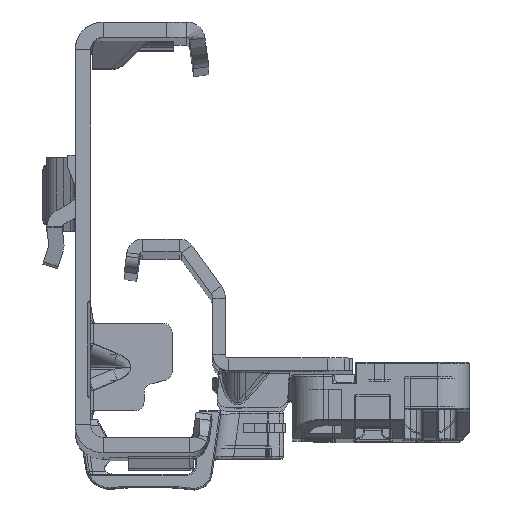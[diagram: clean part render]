
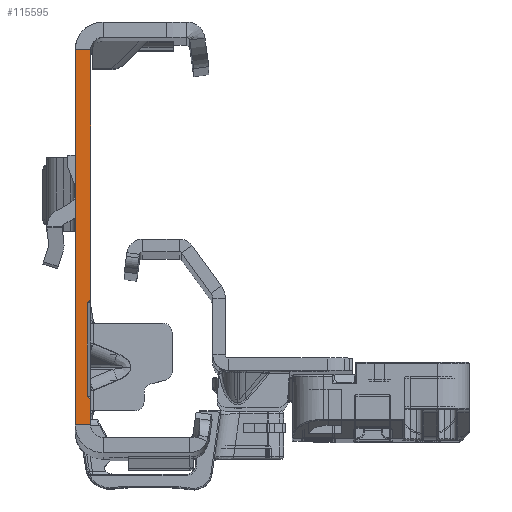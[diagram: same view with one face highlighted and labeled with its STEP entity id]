
A CAD part, top view. The second image highlights one B-rep face of the part: STEP entity #115595.
In plain terms, the highlighted planar face has unit normal (0, 0, 1).
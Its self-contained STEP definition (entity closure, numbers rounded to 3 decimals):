
#2445 = CARTESIAN_POINT ( 'NONE',  ( -2.45, -32., 0. ) ) ;
#3639 = VERTEX_POINT ( 'NONE', #117325 ) ;
#7508 = VECTOR ( 'NONE', #35775, 1000. ) ;
#9770 = CARTESIAN_POINT ( 'NONE',  ( -0.536, -10.45, 0. ) ) ;
#10739 = CARTESIAN_POINT ( 'NONE',  ( -0.536, -9.85, 0. ) ) ;
#12440 = EDGE_CURVE ( 'NONE', #94426, #113315, #109812, .T. ) ;
#16746 = VERTEX_POINT ( 'NONE', #127516 ) ;
#19157 = PLANE ( 'NONE',  #109432 ) ;
#19802 = CARTESIAN_POINT ( 'NONE',  ( -2.45, -32., 0. ) ) ;
#19832 = DIRECTION ( 'NONE',  ( 0., -1., 0. ) ) ;
#20718 = CARTESIAN_POINT ( 'NONE',  ( 0., 30., 0. ) ) ;
#21942 = LINE ( 'NONE', #2445, #40358 ) ;
#22681 = EDGE_CURVE ( 'NONE', #44869, #105653, #125714, .T. ) ;
#25378 = LINE ( 'NONE', #65083, #7508 ) ;
#26382 = ORIENTED_EDGE ( 'NONE', *, *, #70276, .T. ) ;
#27330 = DIRECTION ( 'NONE',  ( -0.719, 0.695, 0. ) ) ;
#27693 = ORIENTED_EDGE ( 'NONE', *, *, #70700, .F. ) ;
#28274 = CARTESIAN_POINT ( 'NONE',  ( -0.259, -10.182, 0. ) ) ;
#32197 = DIRECTION ( 'NONE',  ( 0., -1., 0. ) ) ;
#33202 = EDGE_CURVE ( 'NONE', #113315, #104991, #21942, .T. ) ;
#35775 = DIRECTION ( 'NONE',  ( -1., 0., 0. ) ) ;
#38662 = DIRECTION ( 'NONE',  ( 0.719, 0.695, 0. ) ) ;
#39406 = ORIENTED_EDGE ( 'NONE', *, *, #12440, .T. ) ;
#40358 = VECTOR ( 'NONE', #74626, 1000. ) ;
#42629 = EDGE_LOOP ( 'NONE', ( #27693, #70046, #96494, #39406, #76567, #78795, #111187, #26382 ) ) ;
#44869 = VERTEX_POINT ( 'NONE', #118925 ) ;
#46834 = VECTOR ( 'NONE', #32197, 1000. ) ;
#49337 = VERTEX_POINT ( 'NONE', #9770 ) ;
#49741 = VECTOR ( 'NONE', #19832, 1000. ) ;
#50252 = CARTESIAN_POINT ( 'NONE',  ( -2.45, 30., 0. ) ) ;
#54033 = EDGE_CURVE ( 'NONE', #94426, #3639, #109638, .T. ) ;
#58841 = DIRECTION ( 'NONE',  ( 1., 0., 0. ) ) ;
#65083 = CARTESIAN_POINT ( 'NONE',  ( 0., -30., 0. ) ) ;
#66683 = LINE ( 'NONE', #28274, #120472 ) ;
#68623 = FACE_OUTER_BOUND ( 'NONE', #42629, .T. ) ;
#70046 = ORIENTED_EDGE ( 'NONE', *, *, #124438, .T. ) ;
#70276 = EDGE_CURVE ( 'NONE', #44869, #16746, #76817, .T. ) ;
#70557 = DIRECTION ( 'NONE',  ( 0., 0., 1. ) ) ;
#70700 = EDGE_CURVE ( 'NONE', #49337, #16746, #119309, .T. ) ;
#71948 = CARTESIAN_POINT ( 'NONE',  ( 0., -32., 0. ) ) ;
#74570 = VECTOR ( 'NONE', #27330, 1000. ) ;
#74626 = DIRECTION ( 'NONE',  ( 0., -1., 0. ) ) ;
#76567 = ORIENTED_EDGE ( 'NONE', *, *, #33202, .T. ) ;
#76817 = LINE ( 'NONE', #116418, #74570 ) ;
#78795 = ORIENTED_EDGE ( 'NONE', *, *, #107466, .F. ) ;
#80026 = CARTESIAN_POINT ( 'NONE',  ( 0., -30., 0. ) ) ;
#80598 = DIRECTION ( 'NONE',  ( -1., 0., 0. ) ) ;
#94426 = VERTEX_POINT ( 'NONE', #107597 ) ;
#96494 = ORIENTED_EDGE ( 'NONE', *, *, #54033, .F. ) ;
#101721 = CARTESIAN_POINT ( 'NONE',  ( -2.45, -30., 0. ) ) ;
#104991 = VERTEX_POINT ( 'NONE', #101721 ) ;
#105653 = VERTEX_POINT ( 'NONE', #80026 ) ;
#107466 = EDGE_CURVE ( 'NONE', #105653, #104991, #25378, .T. ) ;
#107597 = CARTESIAN_POINT ( 'NONE',  ( 0., 30., 0. ) ) ;
#109432 = AXIS2_PLACEMENT_3D ( 'NONE', #19802, #70557, #58841 ) ;
#109592 = VECTOR ( 'NONE', #80598, 1000. ) ;
#109638 = LINE ( 'NONE', #71948, #46834 ) ;
#109812 = LINE ( 'NONE', #20718, #109592 ) ;
#111187 = ORIENTED_EDGE ( 'NONE', *, *, #22681, .F. ) ;
#113315 = VERTEX_POINT ( 'NONE', #50252 ) ;
#115313 = DIRECTION ( 'NONE',  ( 0., -1., 0. ) ) ;
#115595 = ADVANCED_FACE ( 'NONE', ( #68623 ), #19157, .T. ) ;
#116418 = CARTESIAN_POINT ( 'NONE',  ( 0.082, -26.047, 0. ) ) ;
#117325 = CARTESIAN_POINT ( 'NONE',  ( 0., -9.932, 0. ) ) ;
#117738 = VECTOR ( 'NONE', #115313, 1000. ) ;
#118925 = CARTESIAN_POINT ( 'NONE',  ( 0., -25.968, 0. ) ) ;
#119309 = LINE ( 'NONE', #10739, #49741 ) ;
#120472 = VECTOR ( 'NONE', #38662, 1000. ) ;
#124438 = EDGE_CURVE ( 'NONE', #49337, #3639, #66683, .T. ) ;
#125714 = LINE ( 'NONE', #126991, #117738 ) ;
#126991 = CARTESIAN_POINT ( 'NONE',  ( 0., -32., 0. ) ) ;
#127516 = CARTESIAN_POINT ( 'NONE',  ( -0.536, -25.45, 0. ) ) ;
